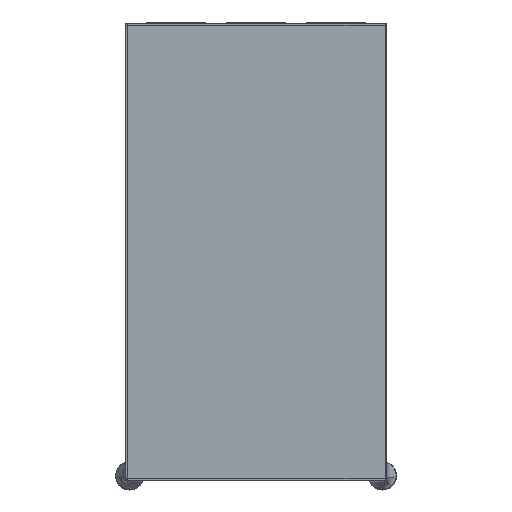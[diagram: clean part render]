
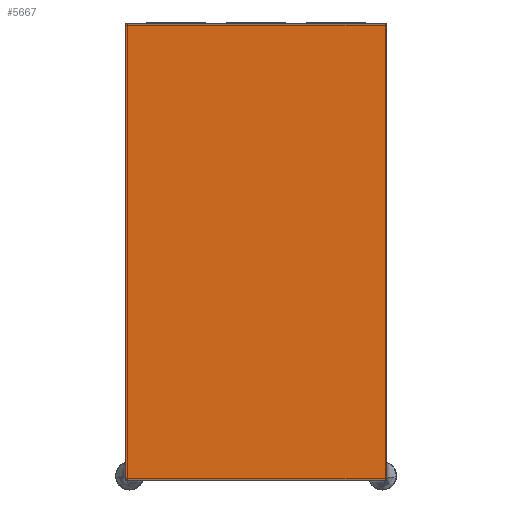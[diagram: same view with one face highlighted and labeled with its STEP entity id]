
A CAD part, front view. The second image highlights one B-rep face of the part: STEP entity #5667.
In plain terms, the highlighted planar face has unit normal (0, -1, 0).
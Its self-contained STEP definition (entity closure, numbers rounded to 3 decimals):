
#410=FACE_OUTER_BOUND('',#769,.T.);
#769=EDGE_LOOP('',(#3820,#3821,#3822,#3823));
#1164=LINE('',#8340,#1810);
#1165=LINE('',#8342,#1811);
#1166=LINE('',#8344,#1812);
#1167=LINE('',#8345,#1813);
#1810=VECTOR('',#6690,10.);
#1811=VECTOR('',#6691,10.);
#1812=VECTOR('',#6692,10.);
#1813=VECTOR('',#6693,10.);
#2448=VERTEX_POINT('',#8338);
#2449=VERTEX_POINT('',#8339);
#2450=VERTEX_POINT('',#8341);
#2451=VERTEX_POINT('',#8343);
#2988=EDGE_CURVE('',#2448,#2449,#1164,.T.);
#2989=EDGE_CURVE('',#2449,#2450,#1165,.T.);
#2990=EDGE_CURVE('',#2450,#2451,#1166,.T.);
#2991=EDGE_CURVE('',#2451,#2448,#1167,.T.);
#3820=ORIENTED_EDGE('',*,*,#2988,.T.);
#3821=ORIENTED_EDGE('',*,*,#2989,.T.);
#3822=ORIENTED_EDGE('',*,*,#2990,.T.);
#3823=ORIENTED_EDGE('',*,*,#2991,.T.);
#5395=PLANE('',#6149);
#5667=ADVANCED_FACE('',(#410),#5395,.F.);
#6149=AXIS2_PLACEMENT_3D('',#8337,#6688,#6689);
#6688=DIRECTION('center_axis',(0.,1.,0.));
#6689=DIRECTION('ref_axis',(0.,0.,-1.));
#6690=DIRECTION('',(1.,0.,0.));
#6691=DIRECTION('',(0.,0.,1.));
#6692=DIRECTION('',(-1.,0.,0.));
#6693=DIRECTION('',(0.,0.,-1.));
#8337=CARTESIAN_POINT('Origin',(35.,-2.,-55.75));
#8338=CARTESIAN_POINT('',(-2.5,-2.,-114.));
#8339=CARTESIAN_POINT('',(72.5,-2.,-114.));
#8340=CARTESIAN_POINT('',(35.,-2.,-114.));
#8341=CARTESIAN_POINT('',(72.5,-2.,17.));
#8342=CARTESIAN_POINT('',(72.5,-2.,-55.75));
#8343=CARTESIAN_POINT('',(-2.5,-2.,17.));
#8344=CARTESIAN_POINT('',(35.,-2.,17.));
#8345=CARTESIAN_POINT('',(-2.5,-2.,-55.75));
